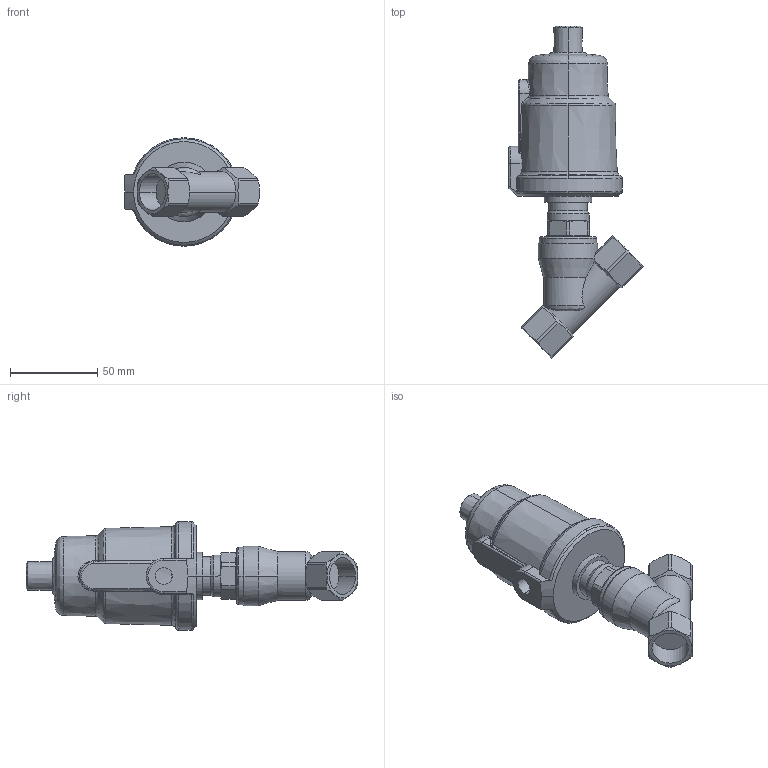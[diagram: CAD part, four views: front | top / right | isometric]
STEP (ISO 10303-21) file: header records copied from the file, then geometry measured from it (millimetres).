
FILE_DESCRIPTION (( 'STEP AP214' ), '1' );
FILE_NAME ('700 DN15 50mm.STEP', '2018-06-15T11:29:10', ( '' ), ( '' ), 'SwSTEP 2.0', 'SolidWorks 2015', '' );
FILE_SCHEMA (( 'AUTOMOTIVE_DESIGN' ));
Length unit declared in the file: millimetre
Products named in the file (1): 700 DN15 50mm
Bounding box: 77.13 x 189.77 x 62 mm (x, y, z)
Surface area: 33289.5 mm2 (no closed solid volume)
Topology: 0 solids, 3 shells, 180 faces, 456 edges, 283 vertices
Faces by surface type: cylinder 52, bspline 49, cone 46, plane 33
Entity records: 7549 total; most frequent: CARTESIAN_POINT 3560, ORIENTED_EDGE 900, DIRECTION 748, EDGE_CURVE 454, AXIS2_PLACEMENT_3D 313, VERTEX_POINT 283, EDGE_LOOP 187, CIRCLE 181
